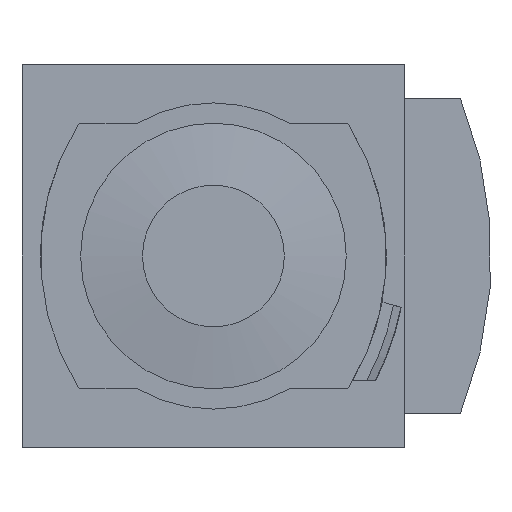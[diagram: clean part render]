
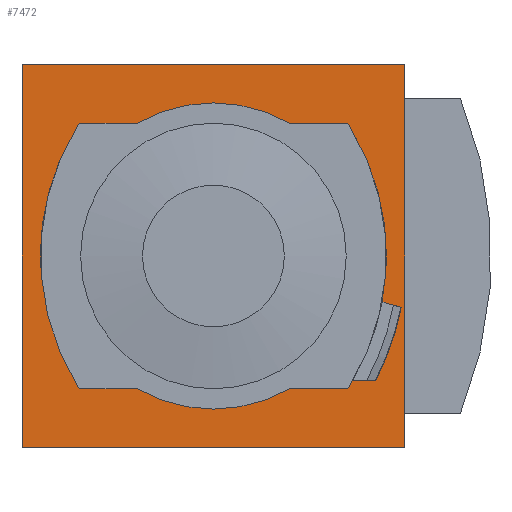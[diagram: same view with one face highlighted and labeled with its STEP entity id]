
A CAD part, front view. The second image highlights one B-rep face of the part: STEP entity #7472.
In plain terms, the highlighted planar face has unit normal (0, -1, 0).
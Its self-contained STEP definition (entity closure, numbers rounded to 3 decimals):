
#128=PLANE('',#7840);
#398=CIRCLE('',#7832,40.);
#400=CIRCLE('',#7835,40.);
#402=CIRCLE('',#7837,40.);
#405=CIRCLE('',#7841,41.2);
#406=CIRCLE('',#7842,0.5);
#407=CIRCLE('',#7843,24.8);
#408=CIRCLE('',#7844,0.5);
#409=CIRCLE('',#7845,0.5);
#410=CIRCLE('',#7846,24.8);
#411=CIRCLE('',#7847,0.5);
#1006=ORIENTED_EDGE('',*,*,#2502,.F.);
#1007=ORIENTED_EDGE('',*,*,#2503,.F.);
#1008=ORIENTED_EDGE('',*,*,#2504,.F.);
#1009=ORIENTED_EDGE('',*,*,#2505,.F.);
#1010=ORIENTED_EDGE('',*,*,#2497,.T.);
#1011=ORIENTED_EDGE('',*,*,#2506,.F.);
#1012=ORIENTED_EDGE('',*,*,#2507,.F.);
#1013=ORIENTED_EDGE('',*,*,#2508,.F.);
#1014=ORIENTED_EDGE('',*,*,#2493,.T.);
#1015=ORIENTED_EDGE('',*,*,#2509,.T.);
#1016=ORIENTED_EDGE('',*,*,#2510,.T.);
#1017=ORIENTED_EDGE('',*,*,#2511,.T.);
#1018=ORIENTED_EDGE('',*,*,#2512,.T.);
#1019=ORIENTED_EDGE('',*,*,#2513,.T.);
#1020=ORIENTED_EDGE('',*,*,#2487,.T.);
#1021=ORIENTED_EDGE('',*,*,#2514,.T.);
#1022=ORIENTED_EDGE('',*,*,#2515,.T.);
#1023=ORIENTED_EDGE('',*,*,#2516,.T.);
#1024=ORIENTED_EDGE('',*,*,#2517,.T.);
#1025=ORIENTED_EDGE('',*,*,#2518,.T.);
#2487=EDGE_CURVE('',#3245,#3248,#398,.T.);
#2493=EDGE_CURVE('',#3253,#3252,#400,.T.);
#2497=EDGE_CURVE('',#3249,#3256,#402,.T.);
#2502=EDGE_CURVE('',#3261,#3262,#3782,.T.);
#2503=EDGE_CURVE('',#3263,#3261,#3783,.T.);
#2504=EDGE_CURVE('',#3264,#3263,#3784,.T.);
#2505=EDGE_CURVE('',#3262,#3264,#3785,.T.);
#2506=EDGE_CURVE('',#3265,#3256,#3786,.T.);
#2507=EDGE_CURVE('',#3266,#3265,#405,.F.);
#2508=EDGE_CURVE('',#3253,#3266,#3787,.T.);
#2509=EDGE_CURVE('',#3252,#3267,#406,.T.);
#2510=EDGE_CURVE('',#3267,#3268,#3788,.T.);
#2511=EDGE_CURVE('',#3268,#3269,#407,.T.);
#2512=EDGE_CURVE('',#3269,#3270,#3789,.T.);
#2513=EDGE_CURVE('',#3270,#3245,#408,.T.);
#2514=EDGE_CURVE('',#3248,#3271,#409,.T.);
#2515=EDGE_CURVE('',#3271,#3272,#3790,.T.);
#2516=EDGE_CURVE('',#3272,#3273,#410,.T.);
#2517=EDGE_CURVE('',#3273,#3274,#3791,.T.);
#2518=EDGE_CURVE('',#3274,#3249,#411,.T.);
#3245=VERTEX_POINT('',#10489);
#3248=VERTEX_POINT('',#10494);
#3249=VERTEX_POINT('',#10500);
#3252=VERTEX_POINT('',#10505);
#3253=VERTEX_POINT('',#10507);
#3256=VERTEX_POINT('',#10513);
#3261=VERTEX_POINT('',#10525);
#3262=VERTEX_POINT('',#10526);
#3263=VERTEX_POINT('',#10528);
#3264=VERTEX_POINT('',#10530);
#3265=VERTEX_POINT('',#10533);
#3266=VERTEX_POINT('',#10535);
#3267=VERTEX_POINT('',#10538);
#3268=VERTEX_POINT('',#10540);
#3269=VERTEX_POINT('',#10542);
#3270=VERTEX_POINT('',#10544);
#3271=VERTEX_POINT('',#10547);
#3272=VERTEX_POINT('',#10549);
#3273=VERTEX_POINT('',#10551);
#3274=VERTEX_POINT('',#10553);
#3782=LINE('',#10524,#4320);
#3783=LINE('',#10527,#4321);
#3784=LINE('',#10529,#4322);
#3785=LINE('',#10531,#4323);
#3786=LINE('',#10532,#4324);
#3787=LINE('',#10536,#4325);
#3788=LINE('',#10539,#4326);
#3789=LINE('',#10543,#4327);
#3790=LINE('',#10548,#4328);
#3791=LINE('',#10552,#4329);
#4320=VECTOR('',#8705,1000.);
#4321=VECTOR('',#8706,1000.);
#4322=VECTOR('',#8707,1000.);
#4323=VECTOR('',#8708,1000.);
#4324=VECTOR('',#8709,1000.);
#4325=VECTOR('',#8712,1000.);
#4326=VECTOR('',#8715,1000.);
#4327=VECTOR('',#8718,1000.);
#4328=VECTOR('',#8723,1000.);
#4329=VECTOR('',#8726,1000.);
#4703=EDGE_LOOP('',(#1006,#1007,#1008,#1009));
#4704=EDGE_LOOP('',(#1010,#1011,#1012,#1013,#1014,#1015,#1016,#1017,#1018,
#1019,#1020,#1021,#1022,#1023,#1024,#1025));
#5026=FACE_BOUND('',#4703,.T.);
#5027=FACE_BOUND('',#4704,.T.);
#7472=ADVANCED_FACE('',(#5026,#5027),#128,.F.);
#7832=AXIS2_PLACEMENT_3D('',#10495,#8679,#8680);
#7835=AXIS2_PLACEMENT_3D('',#10506,#8689,#8690);
#7837=AXIS2_PLACEMENT_3D('',#10514,#8695,#8696);
#7840=AXIS2_PLACEMENT_3D('',#10523,#8703,#8704);
#7841=AXIS2_PLACEMENT_3D('',#10534,#8710,#8711);
#7842=AXIS2_PLACEMENT_3D('',#10537,#8713,#8714);
#7843=AXIS2_PLACEMENT_3D('',#10541,#8716,#8717);
#7844=AXIS2_PLACEMENT_3D('',#10545,#8719,#8720);
#7845=AXIS2_PLACEMENT_3D('',#10546,#8721,#8722);
#7846=AXIS2_PLACEMENT_3D('',#10550,#8724,#8725);
#7847=AXIS2_PLACEMENT_3D('',#10554,#8727,#8728);
#8679=DIRECTION('',(0.,1.,0.));
#8680=DIRECTION('',(1.,0.,0.));
#8689=DIRECTION('',(0.,1.,0.));
#8690=DIRECTION('',(1.,0.,0.));
#8695=DIRECTION('',(0.,1.,0.));
#8696=DIRECTION('',(1.,0.,0.));
#8703=DIRECTION('',(0.,1.,0.));
#8704=DIRECTION('',(0.,0.,1.));
#8705=DIRECTION('',(0.,0.,1.));
#8706=DIRECTION('',(-1.,0.,0.));
#8707=DIRECTION('',(0.,0.,-1.));
#8708=DIRECTION('',(1.,0.,0.));
#8709=DIRECTION('',(-0.966,0.,0.259));
#8710=DIRECTION('',(0.,1.,0.));
#8711=DIRECTION('',(0.,0.,1.));
#8712=DIRECTION('',(1.,0.,0.));
#8713=DIRECTION('',(0.,1.,0.));
#8714=DIRECTION('',(1.,0.,0.));
#8715=DIRECTION('',(-1.,0.,0.));
#8716=DIRECTION('',(0.,1.,0.));
#8717=DIRECTION('',(1.,0.,0.));
#8718=DIRECTION('',(-1.,0.,0.));
#8719=DIRECTION('',(0.,1.,0.));
#8720=DIRECTION('',(1.,0.,0.));
#8721=DIRECTION('',(0.,1.,0.));
#8722=DIRECTION('',(1.,0.,0.));
#8723=DIRECTION('',(1.,0.,0.));
#8724=DIRECTION('',(0.,1.,0.));
#8725=DIRECTION('',(1.,0.,0.));
#8726=DIRECTION('',(1.,0.,0.));
#8727=DIRECTION('',(0.,1.,0.));
#8728=DIRECTION('',(1.,0.,0.));
#10489=CARTESIAN_POINT('',(-21.879,-46.,-21.266));
#10494=CARTESIAN_POINT('',(-21.879,-46.,21.266));
#10495=CARTESIAN_POINT('',(12.,-46.,0.));
#10500=CARTESIAN_POINT('',(21.879,-46.,21.266));
#10505=CARTESIAN_POINT('',(21.879,-46.,-21.266));
#10506=CARTESIAN_POINT('',(-12.,-46.,0.));
#10507=CARTESIAN_POINT('',(22.554,-46.,-20.15));
#10513=CARTESIAN_POINT('',(27.298,-46.,-7.463));
#10514=CARTESIAN_POINT('',(-12.,-46.,0.));
#10523=CARTESIAN_POINT('',(0.,-46.,0.));
#10524=CARTESIAN_POINT('',(-31.,-46.,-31.));
#10525=CARTESIAN_POINT('',(-31.,-46.,-31.));
#10526=CARTESIAN_POINT('',(-31.,-46.,31.));
#10527=CARTESIAN_POINT('',(31.,-46.,-31.));
#10528=CARTESIAN_POINT('',(31.,-46.,-31.));
#10529=CARTESIAN_POINT('',(31.,-46.,31.));
#10530=CARTESIAN_POINT('',(31.,-46.,31.));
#10531=CARTESIAN_POINT('',(-31.,-46.,31.));
#10532=CARTESIAN_POINT('',(30.42,-46.,-8.3));
#10533=CARTESIAN_POINT('',(28.487,-46.,-7.782));
#10534=CARTESIAN_POINT('',(-12.,-46.,-0.15));
#10535=CARTESIAN_POINT('',(24.02,-46.,-20.15));
#10536=CARTESIAN_POINT('',(0.,-46.,-20.15));
#10537=CARTESIAN_POINT('',(21.455,-46.,-21.));
#10538=CARTESIAN_POINT('',(21.455,-46.,-21.5));
#10539=CARTESIAN_POINT('',(21.455,-46.,-21.5));
#10540=CARTESIAN_POINT('',(12.361,-46.,-21.5));
#10541=CARTESIAN_POINT('',(0.,-46.,0.));
#10542=CARTESIAN_POINT('',(-12.361,-46.,-21.5));
#10543=CARTESIAN_POINT('',(-12.361,-46.,-21.5));
#10544=CARTESIAN_POINT('',(-21.455,-46.,-21.5));
#10545=CARTESIAN_POINT('',(-21.455,-46.,-21.));
#10546=CARTESIAN_POINT('',(-21.455,-46.,21.));
#10547=CARTESIAN_POINT('',(-21.455,-46.,21.5));
#10548=CARTESIAN_POINT('',(-21.455,-46.,21.5));
#10549=CARTESIAN_POINT('',(-12.361,-46.,21.5));
#10550=CARTESIAN_POINT('',(0.,-46.,0.));
#10551=CARTESIAN_POINT('',(12.361,-46.,21.5));
#10552=CARTESIAN_POINT('',(12.361,-46.,21.5));
#10553=CARTESIAN_POINT('',(21.455,-46.,21.5));
#10554=CARTESIAN_POINT('',(21.455,-46.,21.));
